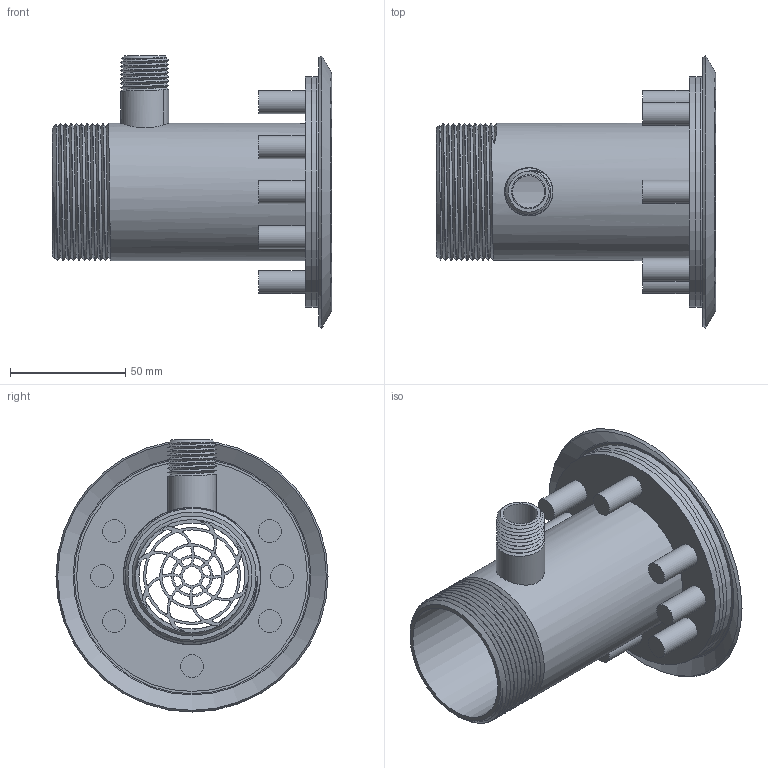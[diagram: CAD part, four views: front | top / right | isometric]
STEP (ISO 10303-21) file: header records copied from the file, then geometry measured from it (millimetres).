
FILE_DESCRIPTION(('STEP AP214'), '1');
FILE_NAME('Ð02-24.1 Ôîðñóíêà ãèäðîìàññàæíàÿ 20 ì3÷ îäíîñòðóéíàÿ', '2025-08-15T03:47:21', ('Runwill'), (''), 'C3D Converter', 'C3D Toolkit', '');
FILE_SCHEMA(('AUTOMOTIVE_DESIGN { 1 0 10303 214 3 1 1}'));
Length unit declared in the file: millimetre
Assembly tree (21 placements, depth 3):
  (unnamed)
    (unnamed)
      (unnamed)  x8
    (unnamed)
    (unnamed)
    (unnamed)  x2
    (unnamed)  x6
    (unnamed)
    (unnamed)
Bounding box: 120.98 x 117.89 x 117.95 mm (x, y, z)
Volume: 154586.6 mm3; surface area: 126975.2 mm2
Topology: 13 solids, 13 shells, 504 faces, 1350 edges, 876 vertices
Faces by surface type: cylinder 336, plane 99, cone 45, torus 20, bspline 4
Full cylindrical faces by diameter (mm): 4.917 x8, 5 x2, 6 x14, 7 x24, 8 x1, 9.43 x2, 10 x8, 11.34 x6, 14 x1, 14.9 x1, 46 x1, 49 x1, 52 x1, 56 x3, 59.5 x1, 100 x4
Entity records: 23357 total; most frequent: CARTESIAN_POINT 11758, DIRECTION 2494, ORIENTED_EDGE 2074, AXIS2_PLACEMENT_3D 1098, EDGE_CURVE 1037, VERTEX_POINT 733, CIRCLE 664, EDGE_LOOP 624
